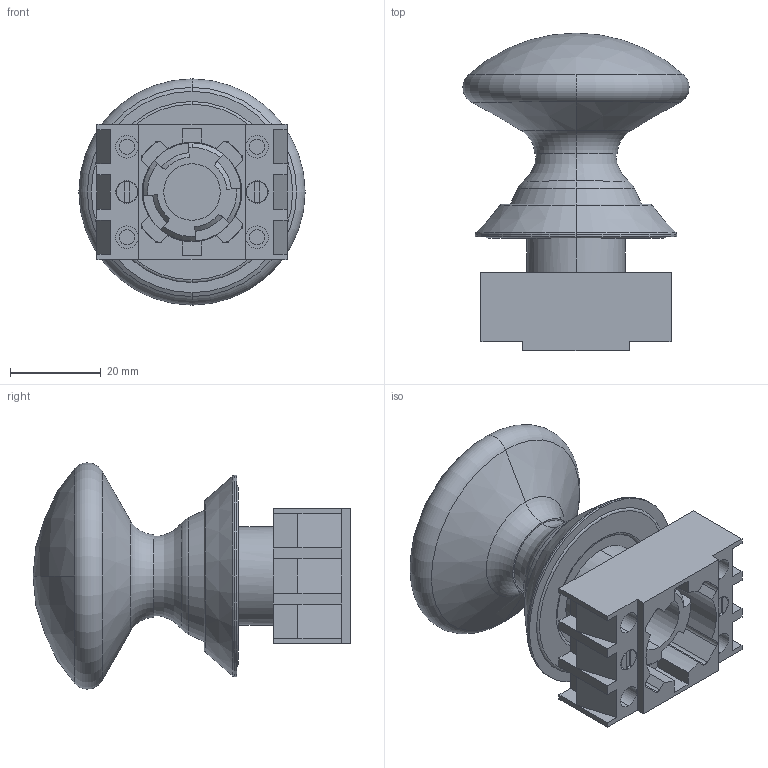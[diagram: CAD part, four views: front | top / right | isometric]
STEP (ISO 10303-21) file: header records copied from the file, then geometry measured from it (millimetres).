
FILE_DESCRIPTION (( 'STEP AP214' ), '1' );
FILE_NAME ('NDRZ50RT-2905-1.STEP', '2016-06-13T19:19:12', ( '' ), ( '' ), 'SwSTEP 2.0', 'SolidWorks 2016', '' );
FILE_SCHEMA (( 'AUTOMOTIVE_DESIGN' ));
Length unit declared in the file: millimetre
Products named in the file (1): NDRZ50RT-2905-1
Bounding box: 50 x 70.2 x 50 mm (x, y, z)
Volume: 55695.3 mm3; surface area: 21604.9 mm2
Topology: 7 solids, 7 shells, 222 faces, 555 edges, 356 vertices
Faces by surface type: plane 126, cylinder 63, torus 16, cone 15, sphere 2
Entity records: 6926 total; most frequent: DIRECTION 1194, CARTESIAN_POINT 1182, ORIENTED_EDGE 1110, EDGE_CURVE 555, AXIS2_PLACEMENT_3D 432, VERTEX_POINT 356, LINE 330, VECTOR 330
